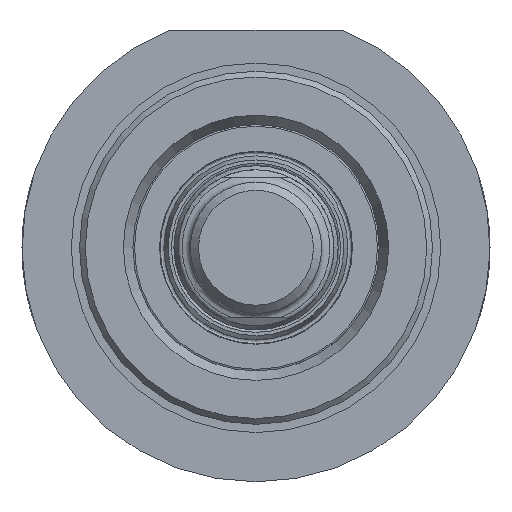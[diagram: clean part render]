
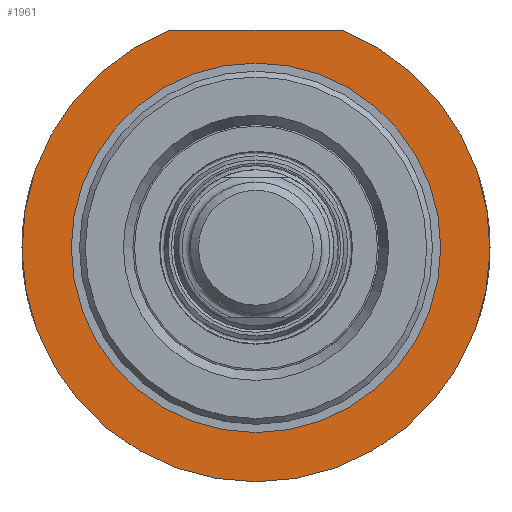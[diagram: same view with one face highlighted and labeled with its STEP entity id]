
A CAD part, front view. The second image highlights one B-rep face of the part: STEP entity #1961.
In plain terms, the highlighted planar face has unit normal (0, -1, 0).
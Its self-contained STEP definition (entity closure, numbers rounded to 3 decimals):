
#1926=CARTESIAN_POINT('',(0.,-83.25,2.273));
#1927=DIRECTION('',(0.0,-1.0,0.0));
#1928=DIRECTION('',(0.0,0.0,-1.0));
#1929=AXIS2_PLACEMENT_3D('',#1926,#1927,#1928);
#1930=PLANE('',#1929);
#1931=CARTESIAN_POINT('',(-10.488,-83.25,26.5));
#1932=VERTEX_POINT('',#1931);
#1933=CARTESIAN_POINT('',(10.488,-83.25,26.5));
#1934=VERTEX_POINT('',#1933);
#1935=CARTESIAN_POINT('',(-10.488,-83.25,26.5));
#1936=DIRECTION('',(1.0,0.0,0.0));
#1937=VECTOR('',#1936,20.976);
#1938=LINE('',#1935,#1937);
#1939=EDGE_CURVE('',#1932,#1934,#1938,.T.);
#1940=ORIENTED_EDGE('',*,*,#1939,.F.);
#1941=CARTESIAN_POINT('',(0.0,-83.25,0.0));
#1942=DIRECTION('',(0.0,1.0,0.0));
#1943=DIRECTION('',(-0.368,0.0,0.93));
#1944=AXIS2_PLACEMENT_3D('',#1941,#1942,#1943);
#1945=CIRCLE('',#1944,28.5);
#1946=EDGE_CURVE('',#1934,#1932,#1945,.T.);
#1947=ORIENTED_EDGE('',*,*,#1946,.F.);
#1948=EDGE_LOOP('',(#1940,#1947));
#1949=FACE_OUTER_BOUND('',#1948,.T.);
#1950=CARTESIAN_POINT('',(0.0,-83.25,22.5));
#1951=VERTEX_POINT('',#1950);
#1952=CARTESIAN_POINT('',(0.0,-83.25,0.0));
#1953=DIRECTION('',(0.0,1.0,0.0));
#1954=DIRECTION('',(0.0,0.0,1.0));
#1955=AXIS2_PLACEMENT_3D('',#1952,#1953,#1954);
#1956=CIRCLE('',#1955,22.5);
#1957=EDGE_CURVE('',#1951,#1951,#1956,.T.);
#1958=ORIENTED_EDGE('',*,*,#1957,.T.);
#1959=EDGE_LOOP('',(#1958));
#1960=FACE_BOUND('',#1959,.T.);
#1961=ADVANCED_FACE('',(#1949,#1960),#1930,.T.);
